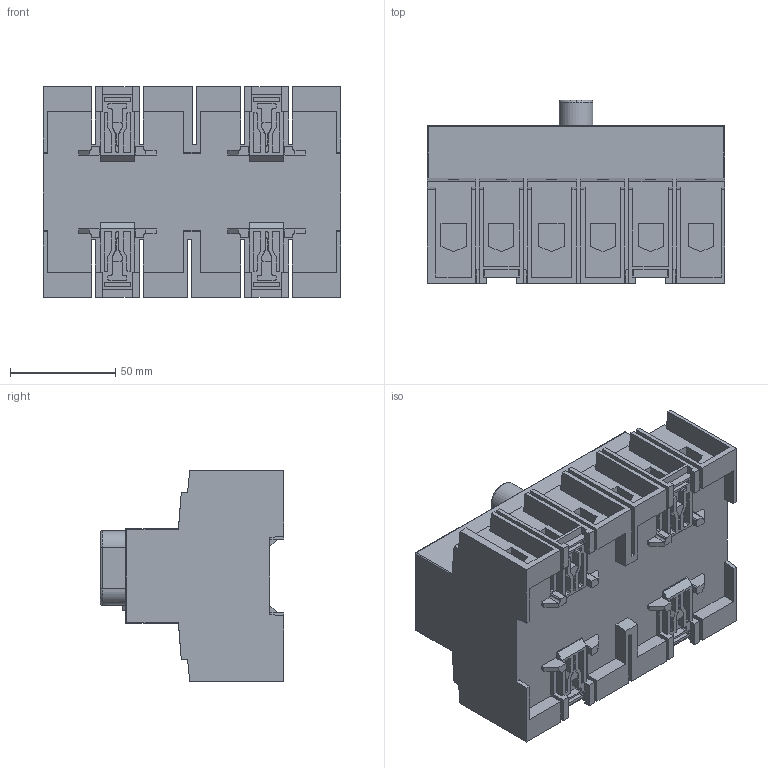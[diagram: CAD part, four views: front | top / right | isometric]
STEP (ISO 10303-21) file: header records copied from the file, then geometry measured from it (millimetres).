
FILE_DESCRIPTION (( 'STEP AP203' ), '1' );
FILE_NAME ('TwinBlock reversible 100A (tb-s-100-3p-rev).STEP', '2018-09-04T05:45:39', ( '' ), ( '' ), 'SwSTEP 2.0', 'SolidWorks 2017', '' );
FILE_SCHEMA (( 'CONFIG_CONTROL_DESIGN' ));
Length unit declared in the file: millimetre
Products named in the file (1): TwinBlock reversible 100A (tb-s-100-3p-rev)
Bounding box: 141 x 86.82 x 100 mm (x, y, z)
Volume: 643929.8 mm3; surface area: 112064.3 mm2
Topology: 1 solids, 1 shells, 1192 faces, 3255 edges, 2154 vertices
Faces by surface type: plane 797, cylinder 225, bspline 163, sphere 4, torus 3
Entity records: 45787 total; most frequent: CARTESIAN_POINT 16277, ORIENTED_EDGE 6502, DIRECTION 5386, EDGE_CURVE 3251, VECTOR 2468, LINE 2468, VERTEX_POINT 2154, AXIS2_PLACEMENT_3D 1459
